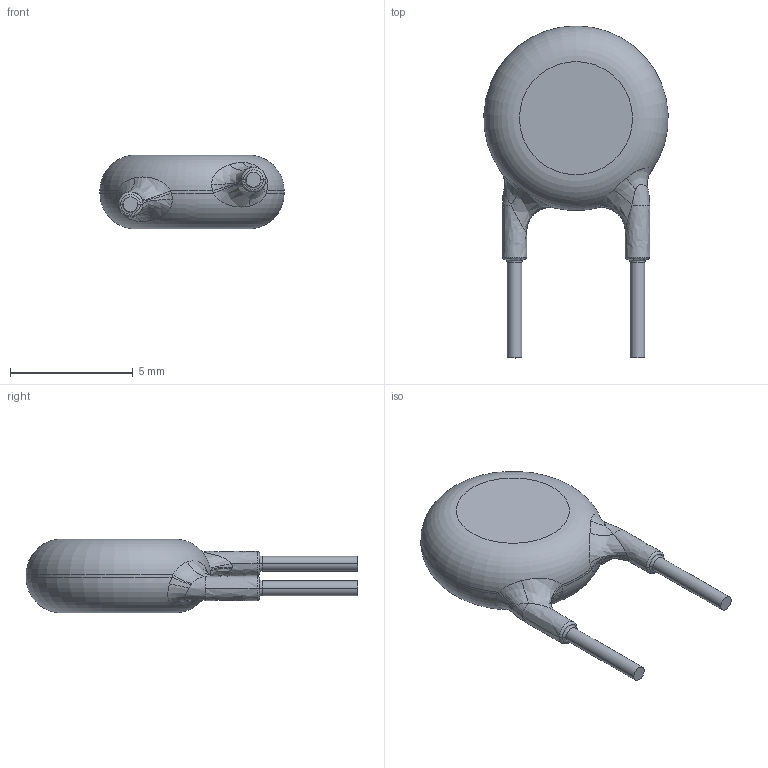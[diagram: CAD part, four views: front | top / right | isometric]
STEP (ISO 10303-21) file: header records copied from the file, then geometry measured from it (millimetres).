
FILE_DESCRIPTION(/* description */ (''),/* implementation_level */ '2;1');
FILE_NAME(/* name */ 'конденсатор.stp',/* time_stamp */ '2023-02-19T00:58:12+03:00',/* author */ ('Tasya'),/* organization */ (''),/* preprocessor_version */ 'ST-DEVELOPER v18.1',/* originating_system */ 'Autodesk Inventor 2021',/* authorisation */ '');
FILE_SCHEMA (('AUTOMOTIVE_DESIGN { 1 0 10303 214 3 1 1 }'));
Length unit declared in the file: millimetre
Products named in the file (1): конденсатор
Bounding box: 7.49 x 13.5 x 3 mm (x, y, z)
Volume: 121.2 mm3; surface area: 160.6 mm2
Topology: 1 solids, 1 shells, 44 faces, 102 edges, 60 vertices
Faces by surface type: bspline 36, plane 4, torus 2, cylinder 2
Entity records: 4777 total; most frequent: CARTESIAN_POINT 3909, ORIENTED_EDGE 204, DIRECTION 118, EDGE_CURVE 102, VERTEX_POINT 60, AXIS2_PLACEMENT_3D 55, B_SPLINE_CURVE_WITH_KNOTS 48, FACE_OUTER_BOUND 44
